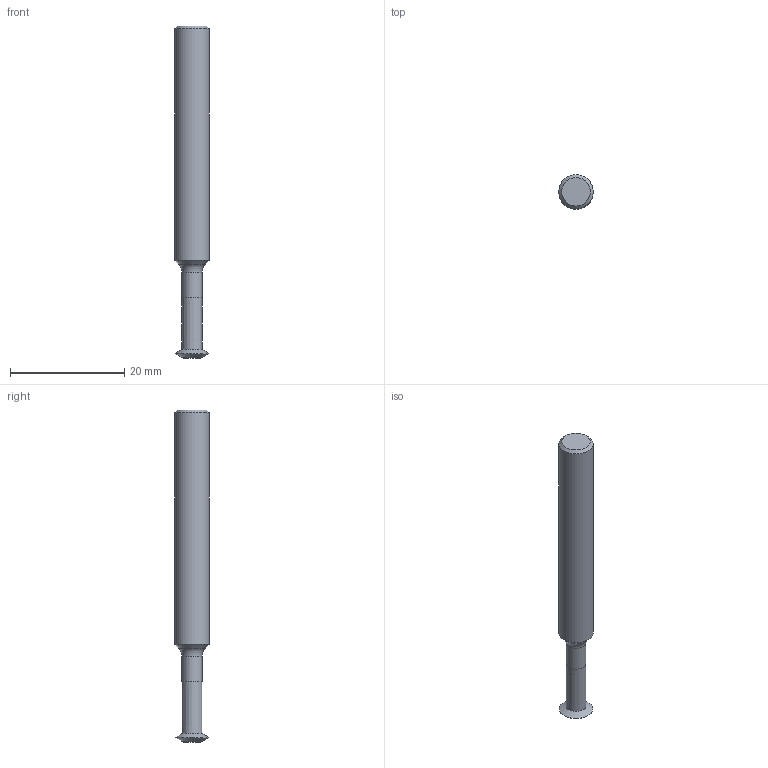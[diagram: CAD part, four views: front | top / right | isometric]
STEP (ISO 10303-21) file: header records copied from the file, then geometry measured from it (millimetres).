
FILE_DESCRIPTION(/* description */ (''),/* implementation_level */ '2;1');
FILE_NAME(/* name */ '326R06_B15050VM_TH_SIM.stp',/* time_stamp */ '2016-11-28T09:09:59+01:00',/* author */ (''),/* organization */ ('SMS'),/* preprocessor_version */ 'ST-DEVELOPER v15',/* originating_system */ 'SIEMENS PLM Software NX 8.5',/* authorisation */ '');
FILE_SCHEMA (('AUTOMOTIVE_DESIGN { 1 0 10303 214 3 1 1 1 }'));
Length unit declared in the file: millimetre
Products named in the file (1): 326R06_B15050VM_TH_SIM
Bounding box: 6 x 6 x 58 mm (x, y, z)
Volume: 1341.8 mm3; surface area: 1057.6 mm2
Topology: 2 solids, 2 shells, 14 faces, 28 edges, 16 vertices
Faces by surface type: cone 6, cylinder 5, plane 2, torus 1
Full cylindrical faces by diameter (mm): 3.494 x2, 3.5 x1, 5.8 x1, 6 x1
Entity records: 308 total; most frequent: DIRECTION 56, CARTESIAN_POINT 41, AXIS2_PLACEMENT_3D 28, EDGE_LOOP 26, ORIENTED_EDGE 26, FACE_BOUND 24, ADVANCED_FACE 14, VERTEX_POINT 13
